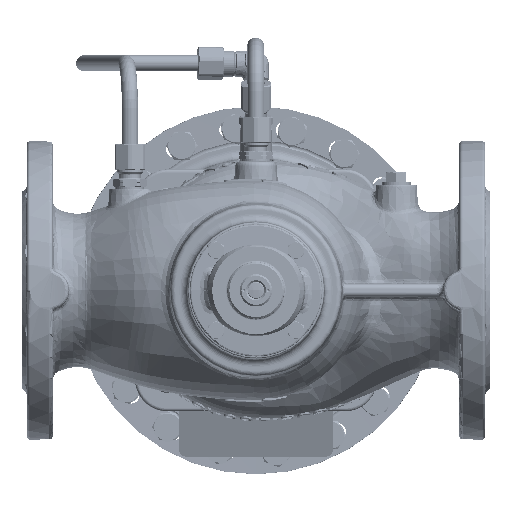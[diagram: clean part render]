
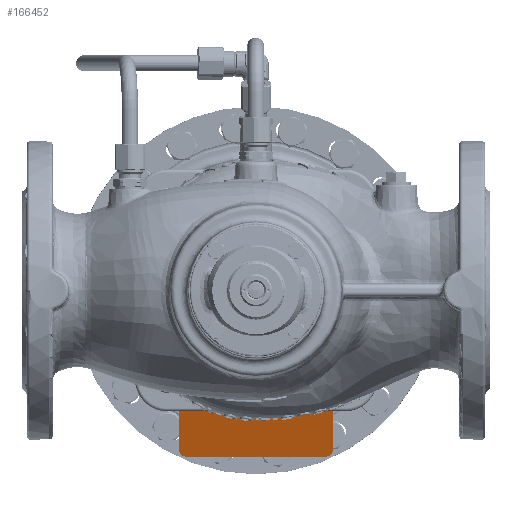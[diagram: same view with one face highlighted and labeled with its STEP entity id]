
A CAD part, front view. The second image highlights one B-rep face of the part: STEP entity #166452.
In plain terms, the highlighted face is planar.
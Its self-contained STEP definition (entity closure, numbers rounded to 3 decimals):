
#165748=CARTESIAN_POINT('',(2.5,1.,1.5));
#165749=DIRECTION('',(0.,1.,0.));
#165750=DIRECTION('',(1.,0.,0.));
#165751=AXIS2_PLACEMENT_3D('',#165748,#165749,#165750);
#165753=DIRECTION('',(-1.,0.,0.));
#165754=VECTOR('',#165753,5.);
#165755=CARTESIAN_POINT('',(2.5,1.,0.));
#165756=LINE('',#165755,#165754);
#165757=CARTESIAN_POINT('',(-2.5,1.,1.5));
#165758=DIRECTION('',(0.,1.,0.));
#165759=DIRECTION('',(0.,0.,-1.));
#165760=AXIS2_PLACEMENT_3D('',#165757,#165758,#165759);
#165762=DIRECTION('',(0.,0.,1.));
#165763=VECTOR('',#165762,1.536);
#165764=CARTESIAN_POINT('',(-4.,1.,1.5));
#165765=LINE('',#165764,#165763);
#165766=DIRECTION('',(0.,0.,-1.));
#165767=VECTOR('',#165766,1.536);
#165768=CARTESIAN_POINT('',(-17.,1.,3.036));
#165769=LINE('',#165768,#165767);
#165770=CARTESIAN_POINT('',(-18.5,1.,1.5));
#165771=DIRECTION('',(0.,1.,0.));
#165772=DIRECTION('',(1.,0.,0.));
#165773=AXIS2_PLACEMENT_3D('',#165770,#165771,#165772);
#165775=DIRECTION('',(-1.,0.,0.));
#165776=VECTOR('',#165775,25.);
#165777=CARTESIAN_POINT('',(-18.5,1.,0.));
#165778=LINE('',#165777,#165776);
#165779=CARTESIAN_POINT('',(-43.5,1.,-4.));
#165780=DIRECTION('',(0.,-1.,0.));
#165781=DIRECTION('',(0.,0.,1.));
#165782=AXIS2_PLACEMENT_3D('',#165779,#165780,#165781);
#165784=DIRECTION('',(0.,0.,-1.));
#165785=VECTOR('',#165784,52.);
#165786=CARTESIAN_POINT('',(-47.5,1.,-4.));
#165787=LINE('',#165786,#165785);
#165788=CARTESIAN_POINT('',(-43.5,1.,-56.));
#165789=DIRECTION('',(0.,-1.,0.));
#165790=DIRECTION('',(-1.,0.,0.));
#165791=AXIS2_PLACEMENT_3D('',#165788,#165789,#165790);
#165793=DIRECTION('',(1.,0.,0.));
#165794=VECTOR('',#165793,87.);
#165795=CARTESIAN_POINT('',(-43.5,1.,-60.));
#165796=LINE('',#165795,#165794);
#165797=CARTESIAN_POINT('',(43.5,1.,-56.));
#165798=DIRECTION('',(0.,-1.,0.));
#165799=DIRECTION('',(0.,0.,-1.));
#165800=AXIS2_PLACEMENT_3D('',#165797,#165798,#165799);
#165802=DIRECTION('',(0.,0.,1.));
#165803=VECTOR('',#165802,52.);
#165804=CARTESIAN_POINT('',(47.5,1.,-56.));
#165805=LINE('',#165804,#165803);
#165806=CARTESIAN_POINT('',(43.5,1.,-4.));
#165807=DIRECTION('',(0.,-1.,0.));
#165808=DIRECTION('',(1.,0.,0.));
#165809=AXIS2_PLACEMENT_3D('',#165806,#165807,#165808);
#165811=DIRECTION('',(-1.,0.,0.));
#165812=VECTOR('',#165811,25.);
#165813=CARTESIAN_POINT('',(43.5,1.,0.));
#165814=LINE('',#165813,#165812);
#165815=CARTESIAN_POINT('',(18.5,1.,1.5));
#165816=DIRECTION('',(0.,1.,0.));
#165817=DIRECTION('',(0.,0.,-1.));
#165818=AXIS2_PLACEMENT_3D('',#165815,#165816,#165817);
#165820=DIRECTION('',(0.,0.,1.));
#165821=VECTOR('',#165820,1.536);
#165822=CARTESIAN_POINT('',(4.,1.,1.5));
#165823=LINE('',#165822,#165821);
#165871=DIRECTION('',(1.,0.,0.));
#165872=VECTOR('',#165871,13.);
#165873=CARTESIAN_POINT('',(4.,1.,3.036));
#165874=LINE('',#165873,#165872);
#165935=DIRECTION('',(0.,0.,-1.));
#165936=VECTOR('',#165935,1.536);
#165937=CARTESIAN_POINT('',(17.,1.,3.036));
#165938=LINE('',#165937,#165936);
#166063=DIRECTION('',(1.,0.,0.));
#166064=VECTOR('',#166063,13.);
#166065=CARTESIAN_POINT('',(-17.,1.,3.036));
#166066=LINE('',#166065,#166064);
#166214=CARTESIAN_POINT('',(2.5,1.,0.));
#166215=VERTEX_POINT('',#166214);
#166216=CARTESIAN_POINT('',(-2.5,1.,0.));
#166217=VERTEX_POINT('',#166216);
#166218=CARTESIAN_POINT('',(4.,1.,1.5));
#166219=VERTEX_POINT('',#166218);
#166220=CARTESIAN_POINT('',(4.,1.,3.036));
#166221=VERTEX_POINT('',#166220);
#166222=CARTESIAN_POINT('',(-4.,1.,1.5));
#166223=VERTEX_POINT('',#166222);
#166224=CARTESIAN_POINT('',(-4.,1.,3.036));
#166225=VERTEX_POINT('',#166224);
#166226=CARTESIAN_POINT('',(-17.,1.,3.036));
#166227=VERTEX_POINT('',#166226);
#166228=CARTESIAN_POINT('',(-17.,1.,1.5));
#166229=VERTEX_POINT('',#166228);
#166230=CARTESIAN_POINT('',(-18.5,1.,0.));
#166231=VERTEX_POINT('',#166230);
#166232=CARTESIAN_POINT('',(-43.5,1.,0.));
#166233=VERTEX_POINT('',#166232);
#166234=CARTESIAN_POINT('',(-47.5,1.,-4.));
#166235=VERTEX_POINT('',#166234);
#166236=CARTESIAN_POINT('',(-47.5,1.,-56.));
#166237=VERTEX_POINT('',#166236);
#166238=CARTESIAN_POINT('',(-43.5,1.,-60.));
#166239=VERTEX_POINT('',#166238);
#166240=CARTESIAN_POINT('',(43.5,1.,-60.));
#166241=VERTEX_POINT('',#166240);
#166242=CARTESIAN_POINT('',(47.5,1.,-56.));
#166243=VERTEX_POINT('',#166242);
#166244=CARTESIAN_POINT('',(47.5,1.,-4.));
#166245=VERTEX_POINT('',#166244);
#166246=CARTESIAN_POINT('',(43.5,1.,0.));
#166247=VERTEX_POINT('',#166246);
#166248=CARTESIAN_POINT('',(18.5,1.,0.));
#166249=VERTEX_POINT('',#166248);
#166250=CARTESIAN_POINT('',(17.,1.,1.5));
#166251=VERTEX_POINT('',#166250);
#166252=CARTESIAN_POINT('',(17.,1.,3.036));
#166253=VERTEX_POINT('',#166252);
#166407=CARTESIAN_POINT('',(0.,1.,0.));
#166408=DIRECTION('',(0.,1.,0.));
#166409=DIRECTION('',(1.,0.,0.));
#166410=AXIS2_PLACEMENT_3D('',#166407,#166408,#166409);
#166411=PLANE('',#166410);
#166413=ORIENTED_EDGE('',*,*,#166412,.F.);
#166414=ORIENTED_EDGE('',*,*,#166400,.T.);
#166415=ORIENTED_EDGE('',*,*,#166388,.T.);
#166417=ORIENTED_EDGE('',*,*,#166416,.T.);
#166419=ORIENTED_EDGE('',*,*,#166418,.T.);
#166421=ORIENTED_EDGE('',*,*,#166420,.F.);
#166423=ORIENTED_EDGE('',*,*,#166422,.T.);
#166425=ORIENTED_EDGE('',*,*,#166424,.T.);
#166427=ORIENTED_EDGE('',*,*,#166426,.T.);
#166429=ORIENTED_EDGE('',*,*,#166428,.T.);
#166431=ORIENTED_EDGE('',*,*,#166430,.T.);
#166433=ORIENTED_EDGE('',*,*,#166432,.T.);
#166435=ORIENTED_EDGE('',*,*,#166434,.T.);
#166437=ORIENTED_EDGE('',*,*,#166436,.T.);
#166439=ORIENTED_EDGE('',*,*,#166438,.T.);
#166441=ORIENTED_EDGE('',*,*,#166440,.T.);
#166443=ORIENTED_EDGE('',*,*,#166442,.T.);
#166445=ORIENTED_EDGE('',*,*,#166444,.T.);
#166447=ORIENTED_EDGE('',*,*,#166446,.F.);
#166449=ORIENTED_EDGE('',*,*,#166448,.F.);
#166450=EDGE_LOOP('',(#166413,#166414,#166415,#166417,#166419,#166421,#166423,
#166425,#166427,#166429,#166431,#166433,#166435,#166437,#166439,#166441,#166443,
#166445,#166447,#166449));
#166451=FACE_OUTER_BOUND('',#166450,.F.);
#166452=ADVANCED_FACE('',(#166451),#166411,.T.);
#165752=CIRCLE('',#165751,1.5);
#165761=CIRCLE('',#165760,1.5);
#165774=CIRCLE('',#165773,1.5);
#165783=CIRCLE('',#165782,4.);
#165792=CIRCLE('',#165791,4.);
#165801=CIRCLE('',#165800,4.);
#165810=CIRCLE('',#165809,4.);
#165819=CIRCLE('',#165818,1.5);
#166388=EDGE_CURVE('',#166215,#166217,#165756,.T.);
#166400=EDGE_CURVE('',#166219,#166215,#165752,.T.);
#166412=EDGE_CURVE('',#166219,#166221,#165823,.T.);
#166416=EDGE_CURVE('',#166217,#166223,#165761,.T.);
#166418=EDGE_CURVE('',#166223,#166225,#165765,.T.);
#166420=EDGE_CURVE('',#166227,#166225,#166066,.T.);
#166422=EDGE_CURVE('',#166227,#166229,#165769,.T.);
#166424=EDGE_CURVE('',#166229,#166231,#165774,.T.);
#166426=EDGE_CURVE('',#166231,#166233,#165778,.T.);
#166428=EDGE_CURVE('',#166233,#166235,#165783,.T.);
#166430=EDGE_CURVE('',#166235,#166237,#165787,.T.);
#166432=EDGE_CURVE('',#166237,#166239,#165792,.T.);
#166434=EDGE_CURVE('',#166239,#166241,#165796,.T.);
#166436=EDGE_CURVE('',#166241,#166243,#165801,.T.);
#166438=EDGE_CURVE('',#166243,#166245,#165805,.T.);
#166440=EDGE_CURVE('',#166245,#166247,#165810,.T.);
#166442=EDGE_CURVE('',#166247,#166249,#165814,.T.);
#166444=EDGE_CURVE('',#166249,#166251,#165819,.T.);
#166446=EDGE_CURVE('',#166253,#166251,#165938,.T.);
#166448=EDGE_CURVE('',#166221,#166253,#165874,.T.);
